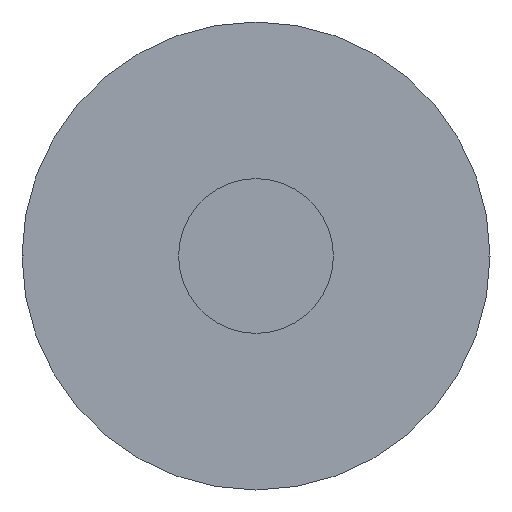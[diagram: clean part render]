
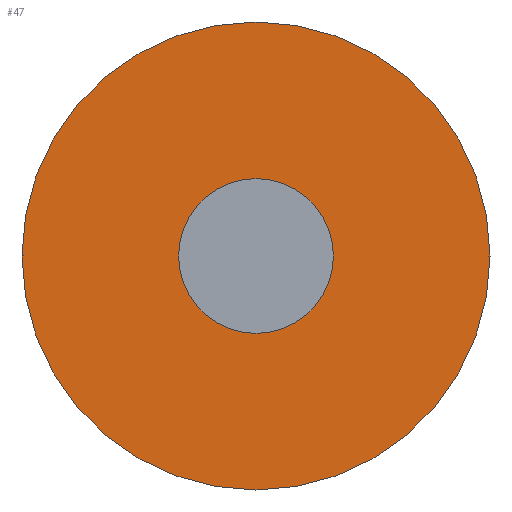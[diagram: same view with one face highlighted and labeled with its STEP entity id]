
A CAD part, front view. The second image highlights one B-rep face of the part: STEP entity #47.
In plain terms, the highlighted planar face has unit normal (0, -1, 0).
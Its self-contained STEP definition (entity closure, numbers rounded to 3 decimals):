
#7 = CIRCLE ( 'NONE', #26, 6.35 ) ;
#12 = DIRECTION ( 'NONE',  ( 1., 0., 0. ) ) ;
#13 = VERTEX_POINT ( 'NONE', #216 ) ;
#15 = AXIS2_PLACEMENT_3D ( 'NONE', #106, #87, #50 ) ;
#16 = CIRCLE ( 'NONE', #56, 2.1 ) ;
#19 = EDGE_CURVE ( 'NONE', #170, #173, #159, .T. ) ;
#26 = AXIS2_PLACEMENT_3D ( 'NONE', #229, #103, #12 ) ;
#32 = FACE_OUTER_BOUND ( 'NONE', #107, .T. ) ;
#36 = EDGE_CURVE ( 'NONE', #173, #170, #7, .T. ) ;
#47 = ADVANCED_FACE ( 'NONE', ( #32, #155 ), #121, .T. ) ;
#50 = DIRECTION ( 'NONE',  ( 1., 0., 0. ) ) ;
#53 = DIRECTION ( 'NONE',  ( 1., 0., 0. ) ) ;
#56 = AXIS2_PLACEMENT_3D ( 'NONE', #62, #77, #148 ) ;
#58 = CIRCLE ( 'NONE', #110, 2.1 ) ;
#62 = CARTESIAN_POINT ( 'NONE',  ( 0., -1.8, 0. ) ) ;
#64 = EDGE_CURVE ( 'NONE', #13, #104, #58, .T. ) ;
#72 = DIRECTION ( 'NONE',  ( 1., 0., 0. ) ) ;
#73 = ORIENTED_EDGE ( 'NONE', *, *, #215, .F. ) ;
#77 = DIRECTION ( 'NONE',  ( 0., -1., 0. ) ) ;
#86 = DIRECTION ( 'NONE',  ( 0., -1., 0. ) ) ;
#87 = DIRECTION ( 'NONE',  ( 0., -1., 0. ) ) ;
#89 = DIRECTION ( 'NONE',  ( 0., -1., 0. ) ) ;
#103 = DIRECTION ( 'NONE',  ( 0., -1., 0. ) ) ;
#104 = VERTEX_POINT ( 'NONE', #195 ) ;
#106 = CARTESIAN_POINT ( 'NONE',  ( 0., -1.8, 0. ) ) ;
#107 = EDGE_LOOP ( 'NONE', ( #224, #152 ) ) ;
#110 = AXIS2_PLACEMENT_3D ( 'NONE', #227, #86, #53 ) ;
#114 = CARTESIAN_POINT ( 'NONE',  ( 6.35, -1.8, 0. ) ) ;
#121 = PLANE ( 'NONE',  #128 ) ;
#126 = EDGE_LOOP ( 'NONE', ( #231, #73 ) ) ;
#128 = AXIS2_PLACEMENT_3D ( 'NONE', #169, #89, #72 ) ;
#148 = DIRECTION ( 'NONE',  ( 1., 0., 0. ) ) ;
#152 = ORIENTED_EDGE ( 'NONE', *, *, #36, .T. ) ;
#155 = FACE_BOUND ( 'NONE', #126, .T. ) ;
#159 = CIRCLE ( 'NONE', #15, 6.35 ) ;
#169 = CARTESIAN_POINT ( 'NONE',  ( 2.1, -1.8, 0. ) ) ;
#170 = VERTEX_POINT ( 'NONE', #114 ) ;
#173 = VERTEX_POINT ( 'NONE', #180 ) ;
#180 = CARTESIAN_POINT ( 'NONE',  ( -6.35, -1.8, 0. ) ) ;
#195 = CARTESIAN_POINT ( 'NONE',  ( -2.1, -1.8, 0. ) ) ;
#215 = EDGE_CURVE ( 'NONE', #104, #13, #16, .T. ) ;
#216 = CARTESIAN_POINT ( 'NONE',  ( 2.1, -1.8, 0. ) ) ;
#224 = ORIENTED_EDGE ( 'NONE', *, *, #19, .T. ) ;
#227 = CARTESIAN_POINT ( 'NONE',  ( 0., -1.8, 0. ) ) ;
#229 = CARTESIAN_POINT ( 'NONE',  ( 0., -1.8, 0. ) ) ;
#231 = ORIENTED_EDGE ( 'NONE', *, *, #64, .F. ) ;
